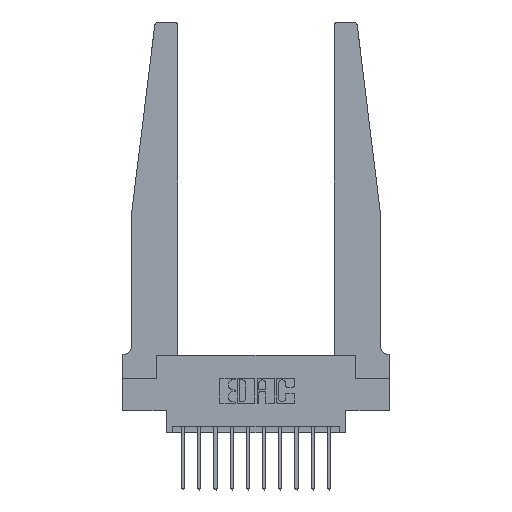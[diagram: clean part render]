
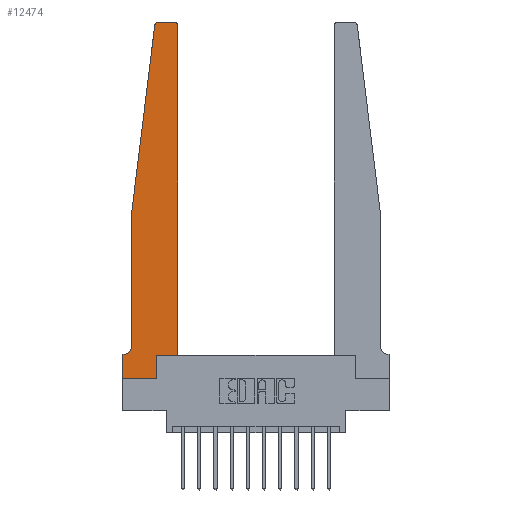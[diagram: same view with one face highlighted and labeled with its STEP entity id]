
A CAD part, top view. The second image highlights one B-rep face of the part: STEP entity #12474.
In plain terms, the highlighted planar face has unit normal (0, 0, 1).
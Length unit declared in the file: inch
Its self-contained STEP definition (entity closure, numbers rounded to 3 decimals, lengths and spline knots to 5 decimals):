
#283 = DIRECTION ( 'NONE',  ( 0., 0., -1. ) ) ;
#507 = DIRECTION ( 'NONE',  ( 0., 0., 1. ) ) ;
#809 = EDGE_CURVE ( 'NONE', #6156, #12403, #4319, .T. ) ;
#876 = VECTOR ( 'NONE', #7041, 39.37008 ) ;
#918 = LINE ( 'NONE', #14435, #876 ) ;
#927 = VECTOR ( 'NONE', #9237, 39.37008 ) ;
#958 = ORIENTED_EDGE ( 'NONE', *, *, #809, .T. ) ;
#1086 = CARTESIAN_POINT ( 'NONE',  ( 0.065, 0.2375, 0.37 ) ) ;
#1096 = AXIS2_PLACEMENT_3D ( 'NONE', #15680, #13393, #8240 ) ;
#1335 = AXIS2_PLACEMENT_3D ( 'NONE', #6465, #283, #5229 ) ;
#1412 = EDGE_LOOP ( 'NONE', ( #12590, #6141, #11414, #7162, #3427, #958, #9163, #15177, #1577, #1710, #8667, #8759 ) ) ;
#1495 = LINE ( 'NONE', #13863, #2362 ) ;
#1577 = ORIENTED_EDGE ( 'NONE', *, *, #6994, .T. ) ;
#1710 = ORIENTED_EDGE ( 'NONE', *, *, #4680, .T. ) ;
#1731 = VECTOR ( 'NONE', #11713, 39.37008 ) ;
#1811 = EDGE_CURVE ( 'NONE', #12687, #6191, #5972, .T. ) ;
#1987 = FACE_OUTER_BOUND ( 'NONE', #1412, .T. ) ;
#2362 = VECTOR ( 'NONE', #2724, 39.37008 ) ;
#2724 = DIRECTION ( 'NONE',  ( -1., 0., 0. ) ) ;
#3094 = EDGE_CURVE ( 'NONE', #3326, #5172, #1495, .T. ) ;
#3130 = CARTESIAN_POINT ( 'NONE',  ( 0.425, 0.18, 0.37 ) ) ;
#3238 = DIRECTION ( 'NONE',  ( 0., -1., 0. ) ) ;
#3326 = VERTEX_POINT ( 'NONE', #10317 ) ;
#3368 = CARTESIAN_POINT ( 'NONE',  ( 0., 0.1875, 0.37 ) ) ;
#3427 = ORIENTED_EDGE ( 'NONE', *, *, #9286, .T. ) ;
#3554 = DIRECTION ( 'NONE',  ( 0., 1., 0. ) ) ;
#3605 = CARTESIAN_POINT ( 'NONE',  ( 0., 0.1875, 0.37 ) ) ;
#3720 = CARTESIAN_POINT ( 'NONE',  ( 0., 0., 0.37 ) ) ;
#4214 = CIRCLE ( 'NONE', #1096, 0.03 ) ;
#4230 = VERTEX_POINT ( 'NONE', #14122 ) ;
#4319 = LINE ( 'NONE', #11963, #8717 ) ;
#4371 = EDGE_CURVE ( 'NONE', #12550, #3326, #4214, .T. ) ;
#4380 = CARTESIAN_POINT ( 'NONE',  ( 0.065, 1.25, 0.37 ) ) ;
#4463 = LINE ( 'NONE', #4380, #927 ) ;
#4680 = EDGE_CURVE ( 'NONE', #15912, #4230, #12956, .T. ) ;
#4843 = CARTESIAN_POINT ( 'NONE',  ( 0.2605, 0.18, 0.37 ) ) ;
#5162 = EDGE_CURVE ( 'NONE', #14635, #12687, #4463, .T. ) ;
#5172 = VERTEX_POINT ( 'NONE', #9314 ) ;
#5229 = DIRECTION ( 'NONE',  ( -1., 0., 0. ) ) ;
#5915 = DIRECTION ( 'NONE',  ( 1., 0., 0. ) ) ;
#5972 = LINE ( 'NONE', #11018, #14751 ) ;
#6141 = ORIENTED_EDGE ( 'NONE', *, *, #15116, .T. ) ;
#6156 = VERTEX_POINT ( 'NONE', #12156 ) ;
#6190 = EDGE_CURVE ( 'NONE', #12403, #9249, #918, .T. ) ;
#6191 = VERTEX_POINT ( 'NONE', #1086 ) ;
#6465 = CARTESIAN_POINT ( 'NONE',  ( 0.015, 0.2375, 0.37 ) ) ;
#6994 = EDGE_CURVE ( 'NONE', #10624, #15912, #9773, .T. ) ;
#7041 = DIRECTION ( 'NONE',  ( 0., -1., 0. ) ) ;
#7162 = ORIENTED_EDGE ( 'NONE', *, *, #1811, .T. ) ;
#7293 = PLANE ( 'NONE',  #7422 ) ;
#7422 = AXIS2_PLACEMENT_3D ( 'NONE', #3368, #8377, #12071 ) ;
#7598 = CIRCLE ( 'NONE', #1335, 0.05 ) ;
#8086 = AXIS2_PLACEMENT_3D ( 'NONE', #9498, #507, #13131 ) ;
#8240 = DIRECTION ( 'NONE',  ( 1., 0., 0. ) ) ;
#8360 = VECTOR ( 'NONE', #5915, 39.37008 ) ;
#8377 = DIRECTION ( 'NONE',  ( 0., 0., 1. ) ) ;
#8506 = CARTESIAN_POINT ( 'NONE',  ( 0.24675, 2.72367, 0.37 ) ) ;
#8611 = CARTESIAN_POINT ( 'NONE',  ( 0.425, 2.72, 0.37 ) ) ;
#8667 = ORIENTED_EDGE ( 'NONE', *, *, #12260, .T. ) ;
#8717 = VECTOR ( 'NONE', #13193, 39.37008 ) ;
#8759 = ORIENTED_EDGE ( 'NONE', *, *, #4371, .T. ) ;
#9102 = DIRECTION ( 'NONE',  ( 0., 1., 0. ) ) ;
#9160 = VECTOR ( 'NONE', #3554, 39.37008 ) ;
#9163 = ORIENTED_EDGE ( 'NONE', *, *, #6190, .T. ) ;
#9237 = DIRECTION ( 'NONE',  ( -0.122, -0.992, 0. ) ) ;
#9249 = VERTEX_POINT ( 'NONE', #3720 ) ;
#9275 = LINE ( 'NONE', #3130, #15782 ) ;
#9286 = EDGE_CURVE ( 'NONE', #6191, #6156, #7598, .T. ) ;
#9314 = CARTESIAN_POINT ( 'NONE',  ( 0.27653, 2.75, 0.37 ) ) ;
#9328 = CARTESIAN_POINT ( 'NONE',  ( 0.425, 0.18, 0.37 ) ) ;
#9498 = CARTESIAN_POINT ( 'NONE',  ( 0.27653, 2.72, 0.37 ) ) ;
#9773 = LINE ( 'NONE', #4843, #9160 ) ;
#10317 = CARTESIAN_POINT ( 'NONE',  ( 0.395, 2.75, 0.37 ) ) ;
#10624 = VERTEX_POINT ( 'NONE', #15515 ) ;
#10962 = LINE ( 'NONE', #16020, #8360 ) ;
#11018 = CARTESIAN_POINT ( 'NONE',  ( 0.065, 1.25, 0.37 ) ) ;
#11414 = ORIENTED_EDGE ( 'NONE', *, *, #5162, .T. ) ;
#11713 = DIRECTION ( 'NONE',  ( 1., 0., 0. ) ) ;
#11963 = CARTESIAN_POINT ( 'NONE',  ( 0.065, 0.1875, 0.37 ) ) ;
#12071 = DIRECTION ( 'NONE',  ( 1., 0., 0. ) ) ;
#12156 = CARTESIAN_POINT ( 'NONE',  ( 0.015, 0.1875, 0.37 ) ) ;
#12260 = EDGE_CURVE ( 'NONE', #4230, #12550, #9275, .T. ) ;
#12403 = VERTEX_POINT ( 'NONE', #3605 ) ;
#12474 = ADVANCED_FACE ( 'NONE', ( #1987 ), #7293, .T. ) ;
#12550 = VERTEX_POINT ( 'NONE', #8611 ) ;
#12590 = ORIENTED_EDGE ( 'NONE', *, *, #3094, .T. ) ;
#12687 = VERTEX_POINT ( 'NONE', #14167 ) ;
#12937 = EDGE_CURVE ( 'NONE', #9249, #10624, #10962, .T. ) ;
#12956 = LINE ( 'NONE', #9328, #1731 ) ;
#13031 = CIRCLE ( 'NONE', #8086, 0.03 ) ;
#13131 = DIRECTION ( 'NONE',  ( 1., 0., 0. ) ) ;
#13193 = DIRECTION ( 'NONE',  ( -1., 0., 0. ) ) ;
#13393 = DIRECTION ( 'NONE',  ( 0., 0., 1. ) ) ;
#13863 = CARTESIAN_POINT ( 'NONE',  ( 0.25, 2.75, 0.37 ) ) ;
#14122 = CARTESIAN_POINT ( 'NONE',  ( 0.425, 0.18, 0.37 ) ) ;
#14167 = CARTESIAN_POINT ( 'NONE',  ( 0.065, 1.25, 0.37 ) ) ;
#14435 = CARTESIAN_POINT ( 'NONE',  ( 0., 0., 0.37 ) ) ;
#14635 = VERTEX_POINT ( 'NONE', #8506 ) ;
#14751 = VECTOR ( 'NONE', #3238, 39.37008 ) ;
#15116 = EDGE_CURVE ( 'NONE', #5172, #14635, #13031, .T. ) ;
#15177 = ORIENTED_EDGE ( 'NONE', *, *, #12937, .T. ) ;
#15515 = CARTESIAN_POINT ( 'NONE',  ( 0.2605, 0., 0.37 ) ) ;
#15680 = CARTESIAN_POINT ( 'NONE',  ( 0.395, 2.72, 0.37 ) ) ;
#15782 = VECTOR ( 'NONE', #9102, 39.37008 ) ;
#15912 = VERTEX_POINT ( 'NONE', #15990 ) ;
#15990 = CARTESIAN_POINT ( 'NONE',  ( 0.2605, 0.18, 0.37 ) ) ;
#16020 = CARTESIAN_POINT ( 'NONE',  ( 0., 0., 0.37 ) ) ;
